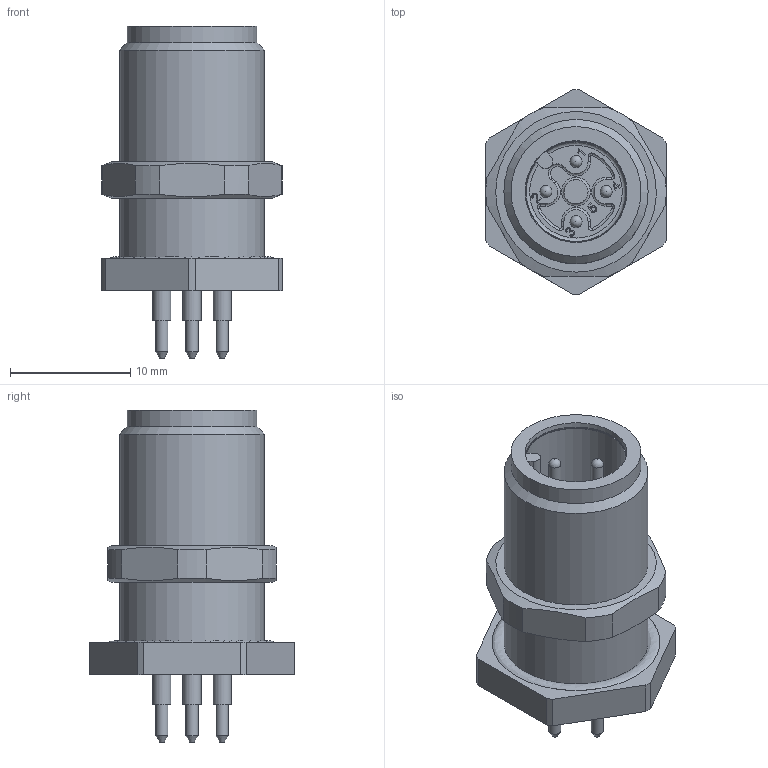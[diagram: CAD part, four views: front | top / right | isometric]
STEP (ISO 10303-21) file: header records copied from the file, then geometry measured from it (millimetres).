
FILE_DESCRIPTION(/* description */ (''),/* implementation_level */ '2;1');
FILE_NAME(/* name */ 'AL-FHM12SUA4-P_M12.stp',/* time_stamp */ '2018-01-29T16:51:26+01:00',/* author */ (''),/* organization */ (''),/* preprocessor_version */ 'ST-DEVELOPER v16',/* originating_system */ 'SIEMENS PLM Software NX 10.0',/* authorisation */ '');
FILE_SCHEMA (('AUTOMOTIVE_DESIGN { 1 0 10303 214 3 1 1 1 }'));
Length unit declared in the file: millimetre
Products named in the file (1): AL-FHM12SUA4-P_M12_stp
Bounding box: 15 x 17 x 27.6 mm (x, y, z)
Volume: 2383.2 mm3; surface area: 1802.2 mm2
Topology: 1 solids, 1 shells, 193 faces, 487 edges, 316 vertices
Faces by surface type: plane 78, cylinder 54, extrusion 32, torus 10, cone 8, bspline 7, sphere 4
Full cylindrical faces by diameter (mm): 1 x8, 1.5 x4, 2 x1, 8.4 x1, 10.8 x1, 12 x2, 14 x1
Entity records: 5976 total; most frequent: CARTESIAN_POINT 1608, ORIENTED_EDGE 876, DIRECTION 841, EDGE_CURVE 438, VERTEX_POINT 299, AXIS2_PLACEMENT_3D 294, VECTOR 253, EDGE_LOOP 245
